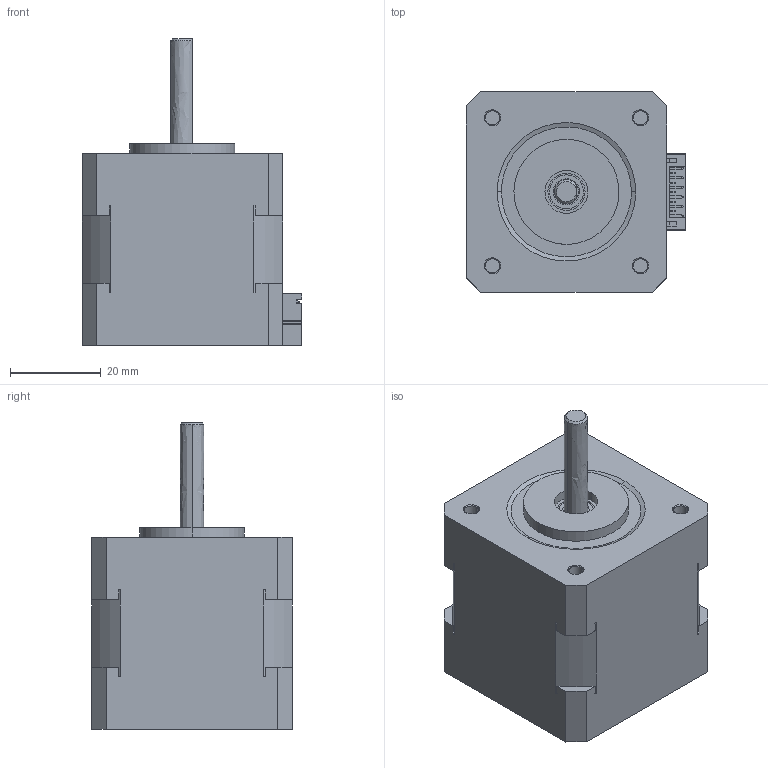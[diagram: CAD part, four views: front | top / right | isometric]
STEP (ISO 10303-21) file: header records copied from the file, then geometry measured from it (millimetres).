
FILE_DESCRIPTION(('FreeCAD Model'),'2;1');
FILE_NAME('Open CASCADE Shape Model','2025-05-05T03:48:41',('FreeCAD'),( 'FreeCAD'),'Open CASCADE STEP processor 7.6','FreeCAD','Unknown');
FILE_SCHEMA(('AUTOMOTIVE_DESIGN { 1 0 10303 214 1 1 1 1 }'));
Length unit declared in the file: millimetre
Products named in the file (1): Open CASCADE STEP translator 7.6 1
Bounding box: 48.48 x 44.26 x 67.66 mm (x, y, z)
Volume: 82206.7 mm3; surface area: 15215.5 mm2
Topology: 2 solids, 2 shells, 373 faces, 971 edges, 631 vertices
Faces by surface type: bspline 373
Entity records: 11176 total; most frequent: CARTESIAN_POINT 5436, ORIENTED_EDGE 1942, EDGE_CURVE 971, B_SPLINE_CURVE_WITH_KNOTS 745, VERTEX_POINT 631, FACE_BOUND 408, EDGE_LOOP 408, ADVANCED_FACE 373
